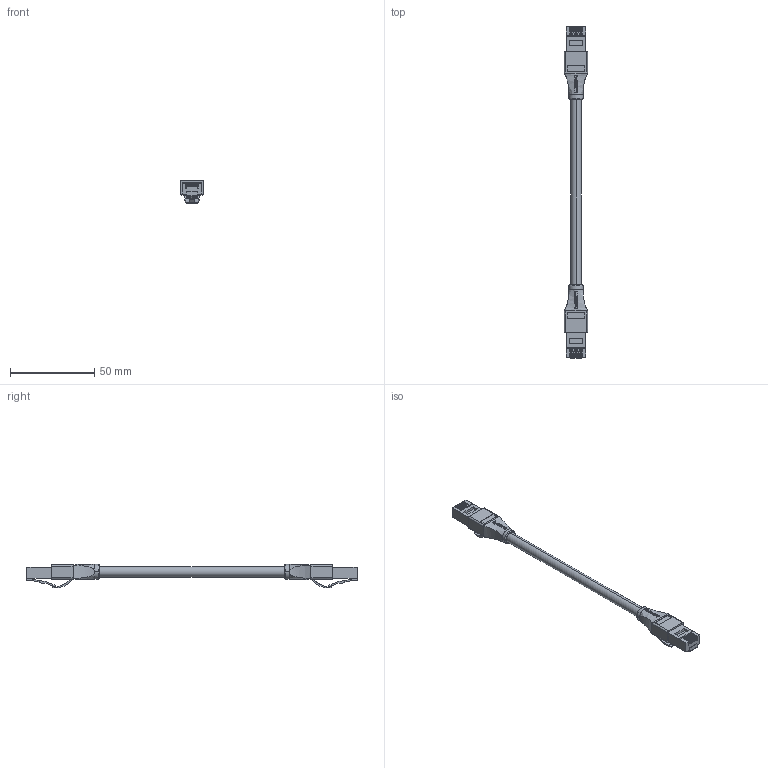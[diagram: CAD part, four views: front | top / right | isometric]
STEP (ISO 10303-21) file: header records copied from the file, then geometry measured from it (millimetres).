
FILE_DESCRIPTION (( 'STEP AP214' ), '1' );
FILE_NAME ('TRD855HFO.STEP', '2014-10-30T18:52:03', ( 'L-Com' ), ( 'L-Com Global Connectivity' ), 'SwSTEP 2.0', 'SolidWorks 2014', '' );
FILE_SCHEMA (( 'AUTOMOTIVE_DESIGN' ));
Length unit declared in the file: inch
Products named in the file (4): 1AL03-111; TRD855HFO; 1AY01-034_NEW LOGO, entry size not shown; 1AD03-006_with increased latch height
Assembly tree (5 placements, depth 2):
  TRD855HFO
    1AL03-111
    1AD03-006_with increased latch height  x2
    1AY01-034_NEW LOGO, entry size not shown  x2
Bounding box: 13.67 x 196.9 x 14.16 mm (x, y, z)
Volume: 10508.6 mm3; surface area: 10769.2 mm2
Topology: 7 solids, 7 shells, 836 faces, 2254 edges, 1478 vertices
Faces by surface type: plane 498, bspline 164, cylinder 154, sphere 12, torus 8
Entity records: 18366 total; most frequent: CARTESIAN_POINT 6472, ORIENTED_EDGE 2244, DIRECTION 1624, EDGE_CURVE 1122, VERTEX_POINT 740, LINE 642, VECTOR 642, AXIS2_PLACEMENT_3D 491
